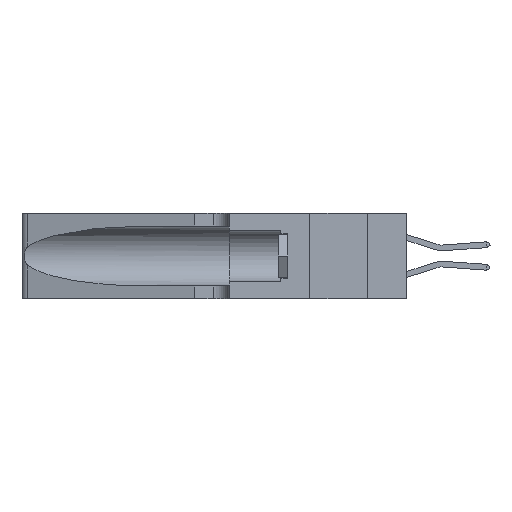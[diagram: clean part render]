
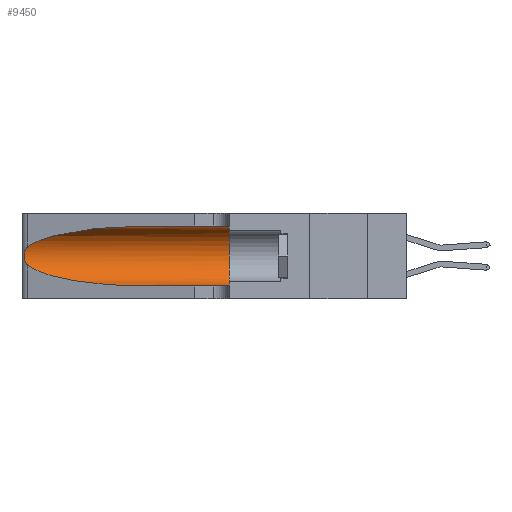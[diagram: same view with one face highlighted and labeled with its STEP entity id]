
A CAD part, left-side view. The second image highlights one B-rep face of the part: STEP entity #9450.
In plain terms, the highlighted cylindrical face has radius 3.308 mm (diameter 6.617 mm), a partial arc.
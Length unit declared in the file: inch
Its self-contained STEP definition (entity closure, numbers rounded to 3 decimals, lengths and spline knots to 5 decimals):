
#350 = CARTESIAN_POINT ( 'NONE',  ( 0.26075, 1.23896, 0.178 ) ) ;
#920 = EDGE_CURVE ( 'NONE', #1790, #10472, #15464, .T. ) ;
#1790 = VERTEX_POINT ( 'NONE', #13217 ) ;
#2813 = DIRECTION ( 'NONE',  ( 0., 0., -1. ) ) ;
#2872 = CARTESIAN_POINT ( 'NONE',  ( 0.25856, 1.23593, 0.16098 ) ) ;
#3383 = EDGE_LOOP ( 'NONE', ( #10431, #6256, #10989, #23108, #13718, #3524 ) ) ;
#3524 = ORIENTED_EDGE ( 'NONE', *, *, #5297, .F. ) ;
#3725 = CARTESIAN_POINT ( 'NONE',  ( 0.1305, 0.35, 0.31525 ) ) ;
#5297 = EDGE_CURVE ( 'NONE', #1790, #8419, #30512, .T. ) ;
#5353 = CARTESIAN_POINT ( 'NONE',  ( 0.25639, 1.23186, 0.15144 ) ) ;
#5991 = CARTESIAN_POINT ( 'NONE',  ( 0.1305, 0.35, 0.05475 ) ) ;
#6256 = ORIENTED_EDGE ( 'NONE', *, *, #14180, .T. ) ;
#7759 = DIRECTION ( 'NONE',  ( 0., -1., 0. ) ) ;
#7820 = CARTESIAN_POINT ( 'NONE',  ( 0.25487, 1.22718, 0.14631 ) ) ;
#7830 = EDGE_CURVE ( 'NONE', #22386, #13511, #9741, .T. ) ;
#8419 = VERTEX_POINT ( 'NONE', #3725 ) ;
#8915 = CIRCLE ( 'NONE', #26613, 0.13025 ) ;
#9450 = ADVANCED_FACE ( 'NONE', ( #13280 ), #25312, .F. ) ;
#9551 = DIRECTION ( 'NONE',  ( 0., -1., 0. ) ) ;
#9558 = CARTESIAN_POINT ( 'NONE',  ( 0.1305, 0.72297, 0.05475 ) ) ;
#9741 =( BOUNDED_CURVE ( )  B_SPLINE_CURVE ( 3, ( #24057, #16828, #21635, #9558 ),
 .UNSPECIFIED., .F., .F. ) 
 B_SPLINE_CURVE_WITH_KNOTS ( ( 4, 4 ),
 ( 3.44316, 4.71239 ),
 .UNSPECIFIED. ) 
 CURVE ( )  GEOMETRIC_REPRESENTATION_ITEM ( )  RATIONAL_B_SPLINE_CURVE ( ( 1., 0.87, 0.87, 1. ) ) 
 REPRESENTATION_ITEM ( '' )  );
#9908 = EDGE_CURVE ( 'NONE', #13511, #25081, #27528, .T. ) ;
#10205 = CARTESIAN_POINT ( 'NONE',  ( 0.25639, 1.23184, 0.21858 ) ) ;
#10431 = ORIENTED_EDGE ( 'NONE', *, *, #920, .T. ) ;
#10472 = VERTEX_POINT ( 'NONE', #30687 ) ;
#10989 = ORIENTED_EDGE ( 'NONE', *, *, #7830, .T. ) ;
#12154 = AXIS2_PLACEMENT_3D ( 'NONE', #24709, #7759, #2813 ) ;
#12475 = DIRECTION ( 'NONE',  ( 0., 1., 0. ) ) ;
#12671 = CARTESIAN_POINT ( 'NONE',  ( 0.25854, 1.2359, 0.20912 ) ) ;
#13110 = B_SPLINE_CURVE_WITH_KNOTS ( 'NONE', 3,
 ( #22235, #24656, #10205, #27054, #12671, #29458, #15120, #350, #17540, #2872, #19954, #5353, #22338, #7820 ),
 .UNSPECIFIED., .F., .F.,
 ( 4, 2, 2, 2, 2, 2, 4 ),
 ( 0., 0.00027, 0.00053, 0.00107, 0.0016, 0.00187, 0.00214 ),
 .UNSPECIFIED. ) ;
#13217 = CARTESIAN_POINT ( 'NONE',  ( 0.1305, 0.72297, 0.31525 ) ) ;
#13280 = FACE_OUTER_BOUND ( 'NONE', #3383, .T. ) ;
#13511 = VERTEX_POINT ( 'NONE', #19988 ) ;
#13718 = ORIENTED_EDGE ( 'NONE', *, *, #24806, .F. ) ;
#14006 = VECTOR ( 'NONE', #9551, 39.37008 ) ;
#14180 = EDGE_CURVE ( 'NONE', #10472, #22386, #13110, .T. ) ;
#15120 = CARTESIAN_POINT ( 'NONE',  ( 0.26075, 1.23896, 0.19203 ) ) ;
#15178 = CARTESIAN_POINT ( 'NONE',  ( 0.1305, 1.61858, 0.31525 ) ) ;
#15464 =( BOUNDED_CURVE ( )  B_SPLINE_CURVE ( 3, ( #18642, #19972, #26008, #18437 ),
 .UNSPECIFIED., .F., .T. ) 
 B_SPLINE_CURVE_WITH_KNOTS ( ( 4, 4 ),
 ( 1.5708, 2.84003 ),
 .UNSPECIFIED. ) 
 CURVE ( )  GEOMETRIC_REPRESENTATION_ITEM ( )  RATIONAL_B_SPLINE_CURVE ( ( 1., 0.87, 0.87, 1. ) ) 
 REPRESENTATION_ITEM ( '' )  );
#16828 = CARTESIAN_POINT ( 'NONE',  ( 0.2373, 1.15595, 0.08982 ) ) ;
#17540 = CARTESIAN_POINT ( 'NONE',  ( 0.26017, 1.23833, 0.17102 ) ) ;
#17828 = VECTOR ( 'NONE', #27118, 39.37008 ) ;
#18437 = CARTESIAN_POINT ( 'NONE',  ( 0.25487, 1.22718, 0.22369 ) ) ;
#18642 = CARTESIAN_POINT ( 'NONE',  ( 0.1305, 0.72297, 0.31525 ) ) ;
#19954 = CARTESIAN_POINT ( 'NONE',  ( 0.25789, 1.23486, 0.15765 ) ) ;
#19972 = CARTESIAN_POINT ( 'NONE',  ( 0.18966, 0.96281, 0.31525 ) ) ;
#19988 = CARTESIAN_POINT ( 'NONE',  ( 0.1305, 0.72297, 0.05475 ) ) ;
#21635 = CARTESIAN_POINT ( 'NONE',  ( 0.18966, 0.96281, 0.05475 ) ) ;
#22235 = CARTESIAN_POINT ( 'NONE',  ( 0.25487, 1.22718, 0.22369 ) ) ;
#22338 = CARTESIAN_POINT ( 'NONE',  ( 0.25555, 1.22993, 0.14849 ) ) ;
#22386 = VERTEX_POINT ( 'NONE', #24125 ) ;
#23108 = ORIENTED_EDGE ( 'NONE', *, *, #9908, .T. ) ;
#24052 = CARTESIAN_POINT ( 'NONE',  ( 0.1305, 1.61858, 0.05475 ) ) ;
#24057 = CARTESIAN_POINT ( 'NONE',  ( 0.25487, 1.22718, 0.14631 ) ) ;
#24125 = CARTESIAN_POINT ( 'NONE',  ( 0.25487, 1.22718, 0.14631 ) ) ;
#24656 = CARTESIAN_POINT ( 'NONE',  ( 0.25555, 1.22994, 0.2215 ) ) ;
#24709 = CARTESIAN_POINT ( 'NONE',  ( 0.1305, 1.61858, 0.185 ) ) ;
#24806 = EDGE_CURVE ( 'NONE', #8419, #25081, #8915, .T. ) ;
#25081 = VERTEX_POINT ( 'NONE', #5991 ) ;
#25312 = CYLINDRICAL_SURFACE ( 'NONE', #12154, 0.13025 ) ;
#26008 = CARTESIAN_POINT ( 'NONE',  ( 0.2373, 1.15595, 0.28018 ) ) ;
#26613 = AXIS2_PLACEMENT_3D ( 'NONE', #26845, #12475, #29258 ) ;
#26845 = CARTESIAN_POINT ( 'NONE',  ( 0.1305, 0.35, 0.185 ) ) ;
#27054 = CARTESIAN_POINT ( 'NONE',  ( 0.25787, 1.23484, 0.2124 ) ) ;
#27118 = DIRECTION ( 'NONE',  ( 0., -1., 0. ) ) ;
#27528 = LINE ( 'NONE', #24052, #14006 ) ;
#29258 = DIRECTION ( 'NONE',  ( 0., 0., 1. ) ) ;
#29458 = CARTESIAN_POINT ( 'NONE',  ( 0.26018, 1.23835, 0.19895 ) ) ;
#30512 = LINE ( 'NONE', #15178, #17828 ) ;
#30687 = CARTESIAN_POINT ( 'NONE',  ( 0.25487, 1.22718, 0.22369 ) ) ;
